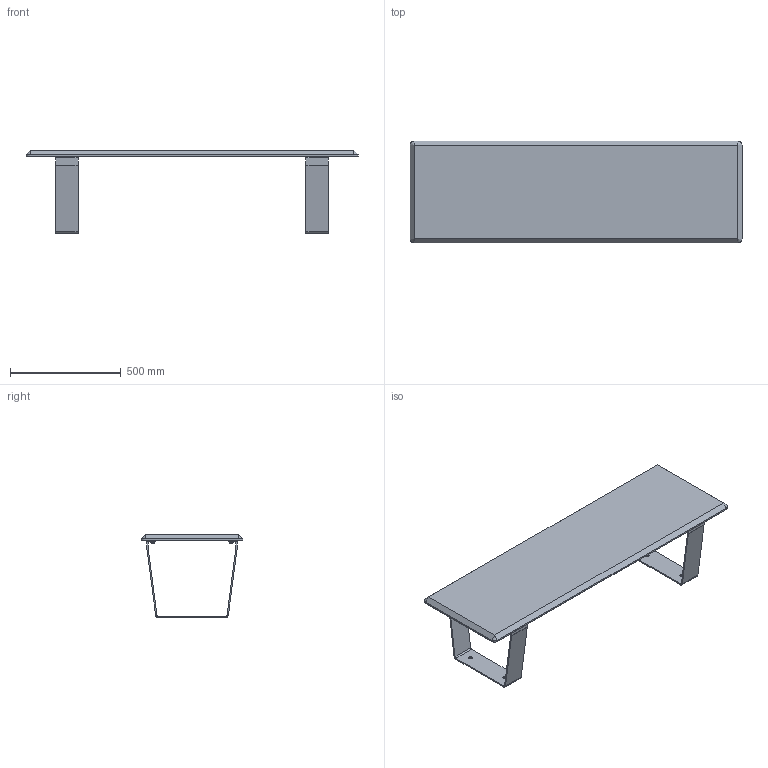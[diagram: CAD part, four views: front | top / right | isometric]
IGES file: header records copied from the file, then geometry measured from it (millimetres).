
Global section: file name: リグニモレスト1500,35HAutoCAD 20; native system: 24 - 日本語 (Japanese); preprocessor: Autodesk Translation Framework DWG producer (atf_dwg_producer); organization: unknown; date: 20250730.182652; units: millimetre
Bounding box: 1500 x 460 x 374.3 mm (x, y, z)
Volume: 19196088.5 mm3; surface area: 1904149.6 mm2
Topology: 19 solids, 19 shells, 242 faces, 557 edges, 362 vertices
Faces by surface type: bspline 242
